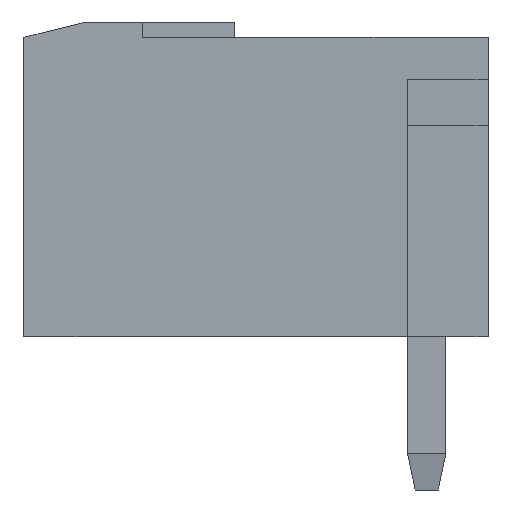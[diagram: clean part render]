
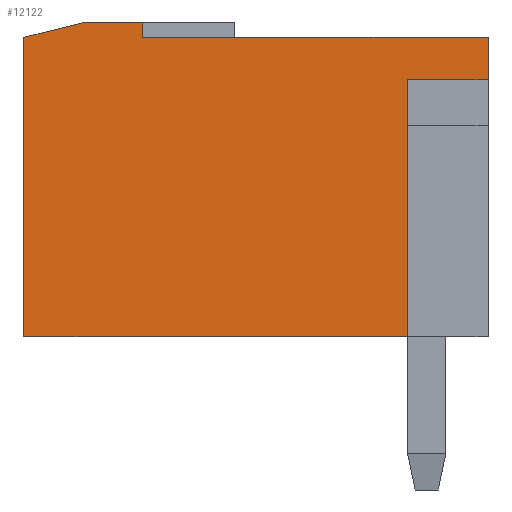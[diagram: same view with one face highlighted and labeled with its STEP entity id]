
A CAD part, left-side view. The second image highlights one B-rep face of the part: STEP entity #12122.
In plain terms, the highlighted planar face has unit normal (-1, 0, 0).
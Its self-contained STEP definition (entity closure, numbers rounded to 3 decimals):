
#101 = ORIENTED_EDGE ( 'NONE', *, *, #17804, .F. ) ;
#475 = EDGE_CURVE ( 'NONE', #30157, #950, #1673, .T. ) ;
#680 = LINE ( 'NONE', #22606, #2574 ) ;
#707 = EDGE_CURVE ( 'NONE', #31381, #950, #10209, .T. ) ;
#950 = VERTEX_POINT ( 'NONE', #9773 ) ;
#1673 = LINE ( 'NONE', #13149, #29299 ) ;
#1940 = LINE ( 'NONE', #19416, #25590 ) ;
#2091 = CARTESIAN_POINT ( 'NONE',  ( 0., 0., 7.8 ) ) ;
#2100 = LINE ( 'NONE', #6269, #20446 ) ;
#2271 = VERTEX_POINT ( 'NONE', #13981 ) ;
#2574 = VECTOR ( 'NONE', #10255, 1000. ) ;
#2686 = CARTESIAN_POINT ( 'NONE',  ( 0., 10.5, 8.2 ) ) ;
#3111 = VERTEX_POINT ( 'NONE', #16765 ) ;
#4363 = CARTESIAN_POINT ( 'NONE',  ( 0., 12.1, 7.8 ) ) ;
#4509 = DIRECTION ( 'NONE',  ( 0., -1., 0. ) ) ;
#4891 = EDGE_CURVE ( 'NONE', #28035, #31381, #19487, .T. ) ;
#4893 = DIRECTION ( 'NONE',  ( 0., 1., 0. ) ) ;
#5329 = ORIENTED_EDGE ( 'NONE', *, *, #8906, .T. ) ;
#5693 = VERTEX_POINT ( 'NONE', #16702 ) ;
#6269 = CARTESIAN_POINT ( 'NONE',  ( 0., 12.1, 7.8 ) ) ;
#6633 = DIRECTION ( 'NONE',  ( 0., -1., 0. ) ) ;
#7967 = DIRECTION ( 'NONE',  ( 0., 0., 1. ) ) ;
#8227 = AXIS2_PLACEMENT_3D ( 'NONE', #14826, #14982, #26925 ) ;
#8247 = EDGE_CURVE ( 'NONE', #3111, #28035, #15498, .T. ) ;
#8906 = EDGE_CURVE ( 'NONE', #2271, #27315, #1940, .T. ) ;
#9773 = CARTESIAN_POINT ( 'NONE',  ( 0., 9., 8.2 ) ) ;
#10125 = DIRECTION ( 'NONE',  ( 0., 0., 1. ) ) ;
#10209 = LINE ( 'NONE', #19882, #17597 ) ;
#10255 = DIRECTION ( 'NONE',  ( 0., 0., 1. ) ) ;
#10400 = VECTOR ( 'NONE', #4893, 1000. ) ;
#10588 = CARTESIAN_POINT ( 'NONE',  ( 0., 0., 8.2 ) ) ;
#10604 = ORIENTED_EDGE ( 'NONE', *, *, #15515, .T. ) ;
#10848 = VECTOR ( 'NONE', #10125, 1000. ) ;
#11783 = DIRECTION ( 'NONE',  ( 0., 0.97, -0.243 ) ) ;
#12122 = ADVANCED_FACE ( 'NONE', ( #19436 ), #12126, .F. ) ;
#12126 = PLANE ( 'NONE',  #8227 ) ;
#12864 = ORIENTED_EDGE ( 'NONE', *, *, #8247, .T. ) ;
#13149 = CARTESIAN_POINT ( 'NONE',  ( 0., 12.1, 8.2 ) ) ;
#13950 = ORIENTED_EDGE ( 'NONE', *, *, #707, .T. ) ;
#13981 = CARTESIAN_POINT ( 'NONE',  ( 0., 12.1, 0. ) ) ;
#14255 = EDGE_CURVE ( 'NONE', #5693, #3111, #31453, .T. ) ;
#14360 = VERTEX_POINT ( 'NONE', #4363 ) ;
#14385 = VECTOR ( 'NONE', #22623, 1000. ) ;
#14558 = CARTESIAN_POINT ( 'NONE',  ( 0., 0., 6.7 ) ) ;
#14586 = ORIENTED_EDGE ( 'NONE', *, *, #24360, .T. ) ;
#14826 = CARTESIAN_POINT ( 'NONE',  ( 0., 12.1, 8.2 ) ) ;
#14982 = DIRECTION ( 'NONE',  ( 1., 0., 0. ) ) ;
#15498 = LINE ( 'NONE', #10588, #10848 ) ;
#15515 = EDGE_CURVE ( 'NONE', #30157, #14360, #2100, .T. ) ;
#15691 = EDGE_LOOP ( 'NONE', ( #10604, #101, #5329, #14586, #22444, #12864, #30830, #13950, #20605 ) ) ;
#16188 = CARTESIAN_POINT ( 'NONE',  ( 0., 2.1, 0. ) ) ;
#16702 = CARTESIAN_POINT ( 'NONE',  ( 0., 2.1, 6.7 ) ) ;
#16765 = CARTESIAN_POINT ( 'NONE',  ( 0., 0., 6.7 ) ) ;
#17597 = VECTOR ( 'NONE', #7967, 1000. ) ;
#17804 = EDGE_CURVE ( 'NONE', #2271, #14360, #25027, .T. ) ;
#19416 = CARTESIAN_POINT ( 'NONE',  ( 0., 12.1, 0. ) ) ;
#19436 = FACE_OUTER_BOUND ( 'NONE', #15691, .T. ) ;
#19487 = LINE ( 'NONE', #26665, #10400 ) ;
#19882 = CARTESIAN_POINT ( 'NONE',  ( 0., 9., 8.2 ) ) ;
#20446 = VECTOR ( 'NONE', #11783, 1000. ) ;
#20605 = ORIENTED_EDGE ( 'NONE', *, *, #475, .F. ) ;
#22444 = ORIENTED_EDGE ( 'NONE', *, *, #14255, .T. ) ;
#22606 = CARTESIAN_POINT ( 'NONE',  ( 0., 2.1, 6.7 ) ) ;
#22623 = DIRECTION ( 'NONE',  ( 0., 0., 1. ) ) ;
#23778 = DIRECTION ( 'NONE',  ( 0., -1., 0. ) ) ;
#24360 = EDGE_CURVE ( 'NONE', #27315, #5693, #680, .T. ) ;
#25027 = LINE ( 'NONE', #25348, #14385 ) ;
#25348 = CARTESIAN_POINT ( 'NONE',  ( 0., 12.1, 8.2 ) ) ;
#25590 = VECTOR ( 'NONE', #4509, 1000. ) ;
#26665 = CARTESIAN_POINT ( 'NONE',  ( 0., 9., 7.8 ) ) ;
#26925 = DIRECTION ( 'NONE',  ( 0., 0., -1. ) ) ;
#27315 = VERTEX_POINT ( 'NONE', #16188 ) ;
#28035 = VERTEX_POINT ( 'NONE', #2091 ) ;
#29299 = VECTOR ( 'NONE', #6633, 1000. ) ;
#30157 = VERTEX_POINT ( 'NONE', #2686 ) ;
#30830 = ORIENTED_EDGE ( 'NONE', *, *, #4891, .T. ) ;
#31208 = VECTOR ( 'NONE', #23778, 1000. ) ;
#31371 = CARTESIAN_POINT ( 'NONE',  ( 0., 9., 7.8 ) ) ;
#31381 = VERTEX_POINT ( 'NONE', #31371 ) ;
#31453 = LINE ( 'NONE', #14558, #31208 ) ;
